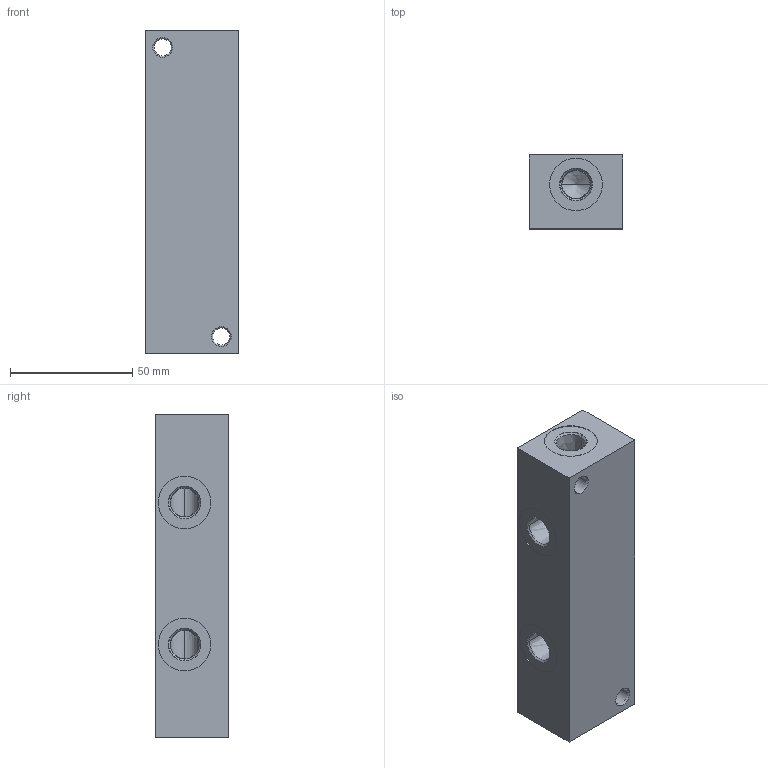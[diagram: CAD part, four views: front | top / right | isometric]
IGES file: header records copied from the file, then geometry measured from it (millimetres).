
Start section:  PTC IGES file: ilcm43000036.igs
Global section: file name: ilcm43000036.igs; native system: Pro/ENGINEER by Parametric Technology Corporation; preprocessor: 2007460; author: mes; organization: Unknown; date: 20090727.102907; units: millimetre
Bounding box: 38 x 30 x 132 mm (x, y, z)
Surface area: 31659.5 mm2 (no closed solid volume)
Topology: 0 solids, 0 shells, 114 faces, 568 edges, 556 vertices
Faces by surface type: revolution 92, bspline 22
